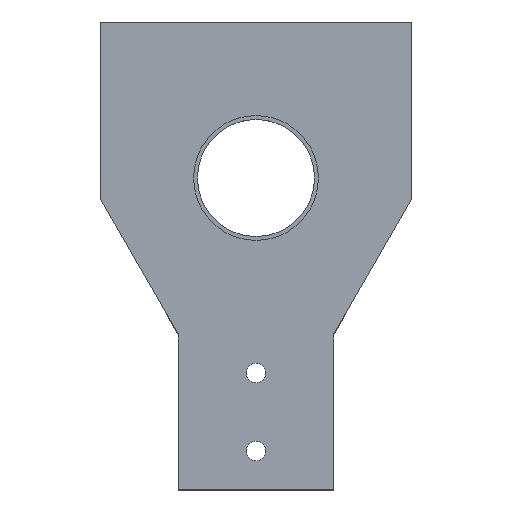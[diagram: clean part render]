
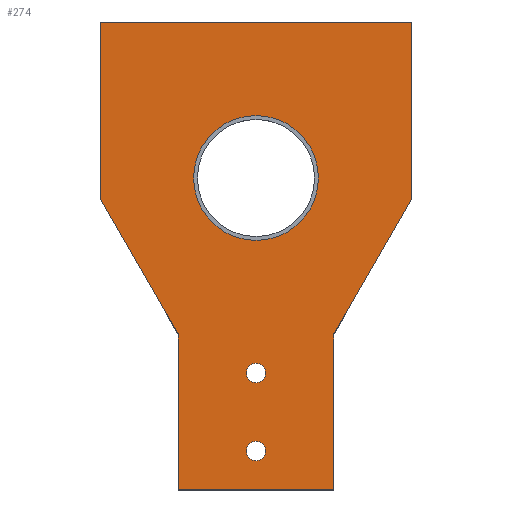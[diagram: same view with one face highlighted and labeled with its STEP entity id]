
A CAD part, top view. The second image highlights one B-rep face of the part: STEP entity #274.
In plain terms, the highlighted planar face has unit normal (0, 0, 1).
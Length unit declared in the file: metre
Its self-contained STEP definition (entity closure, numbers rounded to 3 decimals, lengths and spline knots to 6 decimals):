
#20=CIRCLE('',#299,0.0025);
#22=CIRCLE('',#302,0.0025);
#25=CIRCLE('',#307,0.016);
#70=ORIENTED_EDGE('',*,*,#98,.F.);
#71=ORIENTED_EDGE('',*,*,#102,.F.);
#72=ORIENTED_EDGE('',*,*,#105,.T.);
#73=ORIENTED_EDGE('',*,*,#108,.T.);
#74=ORIENTED_EDGE('',*,*,#111,.T.);
#75=ORIENTED_EDGE('',*,*,#114,.T.);
#76=ORIENTED_EDGE('',*,*,#117,.F.);
#77=ORIENTED_EDGE('',*,*,#123,.F.);
#78=ORIENTED_EDGE('',*,*,#120,.F.);
#79=ORIENTED_EDGE('',*,*,#118,.F.);
#80=ORIENTED_EDGE('',*,*,#125,.F.);
#98=EDGE_CURVE('',#130,#131,#154,.T.);
#102=EDGE_CURVE('',#133,#130,#158,.T.);
#105=EDGE_CURVE('',#133,#135,#161,.T.);
#108=EDGE_CURVE('',#135,#137,#164,.T.);
#111=EDGE_CURVE('',#137,#139,#167,.T.);
#114=EDGE_CURVE('',#139,#141,#170,.T.);
#117=EDGE_CURVE('',#143,#141,#173,.T.);
#118=EDGE_CURVE('',#144,#144,#20,.T.);
#120=EDGE_CURVE('',#146,#146,#22,.T.);
#123=EDGE_CURVE('',#131,#143,#175,.T.);
#125=EDGE_CURVE('',#149,#149,#25,.T.);
#130=VERTEX_POINT('',#392);
#131=VERTEX_POINT('',#394);
#133=VERTEX_POINT('',#400);
#135=VERTEX_POINT('',#406);
#137=VERTEX_POINT('',#412);
#139=VERTEX_POINT('',#418);
#141=VERTEX_POINT('',#424);
#143=VERTEX_POINT('',#430);
#144=VERTEX_POINT('',#434);
#146=VERTEX_POINT('',#439);
#149=VERTEX_POINT('',#449);
#154=LINE('',#393,#178);
#158=LINE('',#401,#182);
#161=LINE('',#407,#185);
#164=LINE('',#413,#188);
#167=LINE('',#419,#191);
#170=LINE('',#425,#194);
#173=LINE('',#431,#197);
#175=LINE('',#444,#199);
#178=VECTOR('',#320,1.);
#182=VECTOR('',#326,1.);
#185=VECTOR('',#331,1.);
#188=VECTOR('',#336,1.);
#191=VECTOR('',#341,1.);
#194=VECTOR('',#346,1.);
#197=VECTOR('',#351,1.);
#199=VECTOR('',#367,1.);
#214=EDGE_LOOP('',(#70,#71,#72,#73,#74,#75,#76,#77));
#215=EDGE_LOOP('',(#78));
#216=EDGE_LOOP('',(#79));
#217=EDGE_LOOP('',(#80));
#240=FACE_BOUND('',#214,.T.);
#241=FACE_BOUND('',#215,.T.);
#242=FACE_BOUND('',#216,.T.);
#243=FACE_BOUND('',#217,.T.);
#260=PLANE('',#308);
#274=ADVANCED_FACE('',(#240,#241,#242,#243),#260,.T.);
#299=AXIS2_PLACEMENT_3D('',#433,#354,#355);
#302=AXIS2_PLACEMENT_3D('',#438,#360,#361);
#307=AXIS2_PLACEMENT_3D('',#448,#372,#373);
#308=AXIS2_PLACEMENT_3D('',#450,#374,#375);
#320=DIRECTION('',(0.,1.,0.));
#326=DIRECTION('',(-1.,0.,0.));
#331=DIRECTION('',(0.,1.,0.));
#336=DIRECTION('',(0.5,0.866,0.));
#341=DIRECTION('',(0.,1.,0.));
#346=DIRECTION('',(-1.,0.,0.));
#351=DIRECTION('',(0.,1.,0.));
#354=DIRECTION('',(0.,0.,1.));
#355=DIRECTION('',(1.,0.,0.));
#360=DIRECTION('',(0.,0.,1.));
#361=DIRECTION('',(1.,0.,0.));
#367=DIRECTION('',(-0.5,0.866,0.));
#372=DIRECTION('',(0.,0.,1.));
#373=DIRECTION('',(1.,0.,0.));
#374=DIRECTION('',(0.,0.,1.));
#375=DIRECTION('',(1.,0.,0.));
#392=CARTESIAN_POINT('',(-0.02,-0.06,0.006));
#393=CARTESIAN_POINT('',(-0.02,-0.04,0.006));
#394=CARTESIAN_POINT('',(-0.02,-0.02,0.006));
#400=CARTESIAN_POINT('',(0.02,-0.06,0.006));
#401=CARTESIAN_POINT('',(0.,-0.06,0.006));
#406=CARTESIAN_POINT('',(0.02,-0.02,0.006));
#407=CARTESIAN_POINT('',(0.02,-0.04,0.006));
#412=CARTESIAN_POINT('',(0.04,0.014641,0.006));
#413=CARTESIAN_POINT('',(0.03,-0.002679,0.006));
#418=CARTESIAN_POINT('',(0.04,0.06,0.006));
#419=CARTESIAN_POINT('',(0.04,0.037321,0.006));
#424=CARTESIAN_POINT('',(-0.04,0.06,0.006));
#425=CARTESIAN_POINT('',(0.,0.06,0.006));
#430=CARTESIAN_POINT('',(-0.04,0.014641,0.006));
#431=CARTESIAN_POINT('',(-0.04,0.037321,0.006));
#433=CARTESIAN_POINT('',(0.,-0.03,0.006));
#434=CARTESIAN_POINT('',(0.0025,-0.03,0.006));
#438=CARTESIAN_POINT('',(0.,-0.05,0.006));
#439=CARTESIAN_POINT('',(0.0025,-0.05,0.006));
#444=CARTESIAN_POINT('',(-0.03,-0.002679,0.006));
#448=CARTESIAN_POINT('',(0.,0.02,0.006));
#449=CARTESIAN_POINT('',(0.016,0.02,0.006));
#450=CARTESIAN_POINT('',(0.,0.,0.006));
